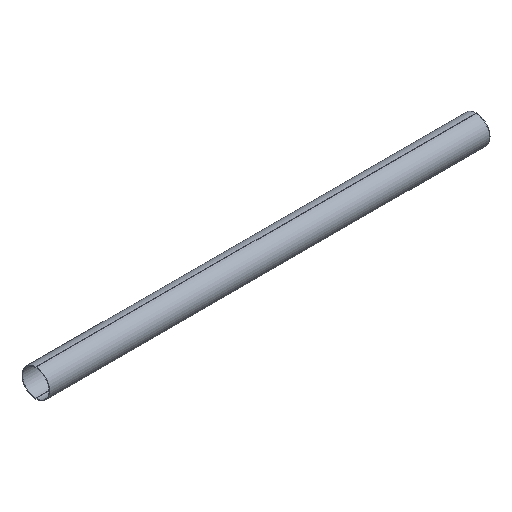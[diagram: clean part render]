
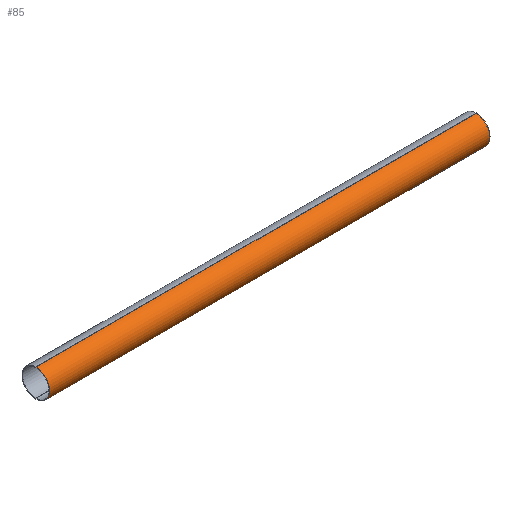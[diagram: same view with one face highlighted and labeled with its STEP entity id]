
A CAD part, isometric view. The second image highlights one B-rep face of the part: STEP entity #85.
In plain terms, the highlighted cylindrical face has radius 157.5 mm (diameter 315 mm), a partial arc.
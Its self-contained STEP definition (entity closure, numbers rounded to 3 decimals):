
#55 = VERTEX_POINT( '', #127 );
#73 = EDGE_CURVE( '', #99, #87, #147, .T. );
#77 = EDGE_CURVE( '', #87, #55, #151, .T. );
#79 = EDGE_CURVE( '', #95, #99, #153, .T. );
#85 = ADVANCED_FACE( '', ( #159 ), #160, .T. );
#87 = VERTEX_POINT( '', #162 );
#95 = VERTEX_POINT( '', #172 );
#99 = VERTEX_POINT( '', #177 );
#103 = EDGE_CURVE( '', #55, #95, #181, .T. );
#127 = CARTESIAN_POINT( '', ( 0., 0., 157.5 ) );
#147 = CIRCLE( '', #221, 157.5 );
#151 = LINE( '', #227, #228 );
#153 = LINE( '', #231, #232 );
#159 = FACE_OUTER_BOUND( '', #239, .T. );
#160 = CYLINDRICAL_SURFACE( '', #240, 157.5 );
#162 = CARTESIAN_POINT( '', ( 5000., 0., 157.5 ) );
#172 = CARTESIAN_POINT( '', ( 0., 0., -157.5 ) );
#177 = CARTESIAN_POINT( '', ( 5000., 0., -157.5 ) );
#181 = CIRCLE( '', #264, 157.5 );
#221 = AXIS2_PLACEMENT_3D( '', #299, #300, #301 );
#227 = CARTESIAN_POINT( '', ( 0., 0., 157.5 ) );
#228 = VECTOR( '', #305, 1. );
#231 = CARTESIAN_POINT( '', ( 0., 0., -157.5 ) );
#232 = VECTOR( '', #306, 1. );
#239 = EDGE_LOOP( '', ( #311, #312, #313, #314 ) );
#240 = AXIS2_PLACEMENT_3D( '', #315, #316, #317 );
#264 = AXIS2_PLACEMENT_3D( '', #340, #341, #342 );
#299 = CARTESIAN_POINT( '', ( 5000., 0., 0. ) );
#300 = DIRECTION( '', ( -1., 0., 0. ) );
#301 = DIRECTION( '', ( 0., 0., -1. ) );
#305 = DIRECTION( '', ( -1., 0., 0. ) );
#306 = DIRECTION( '', ( 1., 0., 0. ) );
#311 = ORIENTED_EDGE( '', *, *, #79, .T. );
#312 = ORIENTED_EDGE( '', *, *, #73, .T. );
#313 = ORIENTED_EDGE( '', *, *, #77, .T. );
#314 = ORIENTED_EDGE( '', *, *, #103, .T. );
#315 = CARTESIAN_POINT( '', ( 0., 0., 0. ) );
#316 = DIRECTION( '', ( -1., 0., 0. ) );
#317 = DIRECTION( '', ( 0., 0., -1. ) );
#340 = CARTESIAN_POINT( '', ( 0., 0., 0. ) );
#341 = DIRECTION( '', ( 1., 0., 0. ) );
#342 = DIRECTION( '', ( 0., 0., -1. ) );
